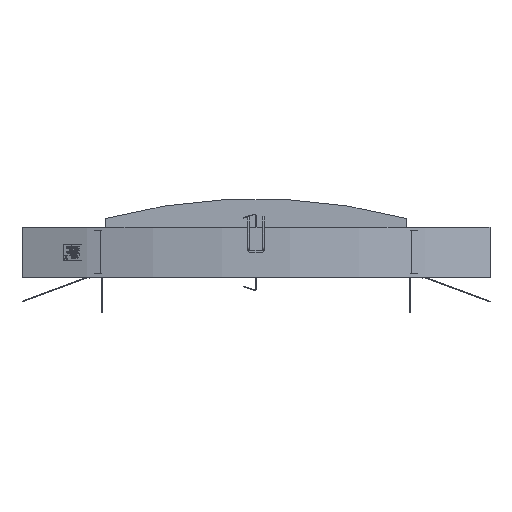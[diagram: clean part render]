
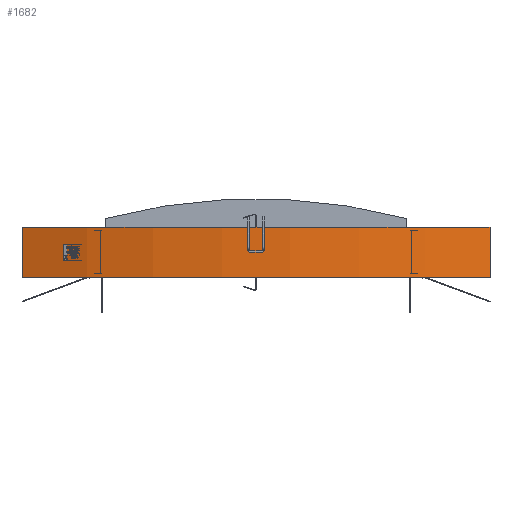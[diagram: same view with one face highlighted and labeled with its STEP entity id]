
A CAD part, top view. The second image highlights one B-rep face of the part: STEP entity #1682.
In plain terms, the highlighted cylindrical face has radius 875.541 mm (diameter 1751.08 mm), a partial arc.
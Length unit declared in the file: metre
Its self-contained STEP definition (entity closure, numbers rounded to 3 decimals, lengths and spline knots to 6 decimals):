
#1682 = ADVANCED_FACE( '', ( #3360 ), #3361, .T. );
#3360 = FACE_OUTER_BOUND( '', #6977, .T. );
#3361 = CYLINDRICAL_SURFACE( '', #6978, 0.875541 );
#6977 = EDGE_LOOP( '', ( #11129, #11130, #11131, #11132 ) );
#6978 = AXIS2_PLACEMENT_3D( '', #11133, #11134, #11135 );
#11129 = ORIENTED_EDGE( '', *, *, #24669, .T. );
#11130 = ORIENTED_EDGE( '', *, *, #24671, .F. );
#11131 = ORIENTED_EDGE( '', *, *, #24662, .F. );
#11132 = ORIENTED_EDGE( '', *, *, #24665, .T. );
#11133 = CARTESIAN_POINT( '', ( 0., -0.875541, -0.0375 ) );
#11134 = DIRECTION( '', ( 0., 0., -1. ) );
#11135 = DIRECTION( '', ( 1., 0., 0. ) );
#24662 = EDGE_CURVE( '', #28714, #28717, #28718, .T. );
#24665 = EDGE_CURVE( '', #28714, #28722, #28723, .T. );
#24669 = EDGE_CURVE( '', #28722, #28727, #28730, .T. );
#24671 = EDGE_CURVE( '', #28717, #28727, #28732, .T. );
#28714 = VERTEX_POINT( '', #35437 );
#28717 = VERTEX_POINT( '', #35441 );
#28718 = CIRCLE( '', #35442, 0.875541 );
#28722 = VERTEX_POINT( '', #35447 );
#28723 = LINE( '', #35448, #35449 );
#28727 = VERTEX_POINT( '', #35455 );
#28730 = CIRCLE( '', #35459, 0.875541 );
#28732 = LINE( '', #35461, #35462 );
#35437 = CARTESIAN_POINT( '', ( -0.35, -0.073, -0.0375 ) );
#35441 = CARTESIAN_POINT( '', ( 0.35, -0.073, -0.0375 ) );
#35442 = AXIS2_PLACEMENT_3D( '', #48196, #48197, #48198 );
#35447 = CARTESIAN_POINT( '', ( -0.35, -0.073, 0.0375 ) );
#35448 = CARTESIAN_POINT( '', ( -0.35, -0.073, -0.0375 ) );
#35449 = VECTOR( '', #48203, 1. );
#35455 = CARTESIAN_POINT( '', ( 0.35, -0.073, 0.0375 ) );
#35459 = AXIS2_PLACEMENT_3D( '', #48207, #48208, #48209 );
#35461 = CARTESIAN_POINT( '', ( 0.35, -0.073, -0.0375 ) );
#35462 = VECTOR( '', #48213, 1. );
#48196 = CARTESIAN_POINT( '', ( 0., -0.875541, -0.0375 ) );
#48197 = DIRECTION( '', ( 0., 0., -1. ) );
#48198 = DIRECTION( '', ( 1., 0., 0. ) );
#48203 = DIRECTION( '', ( 0., 0., 1. ) );
#48207 = CARTESIAN_POINT( '', ( 0., -0.875541, 0.0375 ) );
#48208 = DIRECTION( '', ( 0., 0., -1. ) );
#48209 = DIRECTION( '', ( 1., 0., 0. ) );
#48213 = DIRECTION( '', ( 0., 0., 1. ) );
